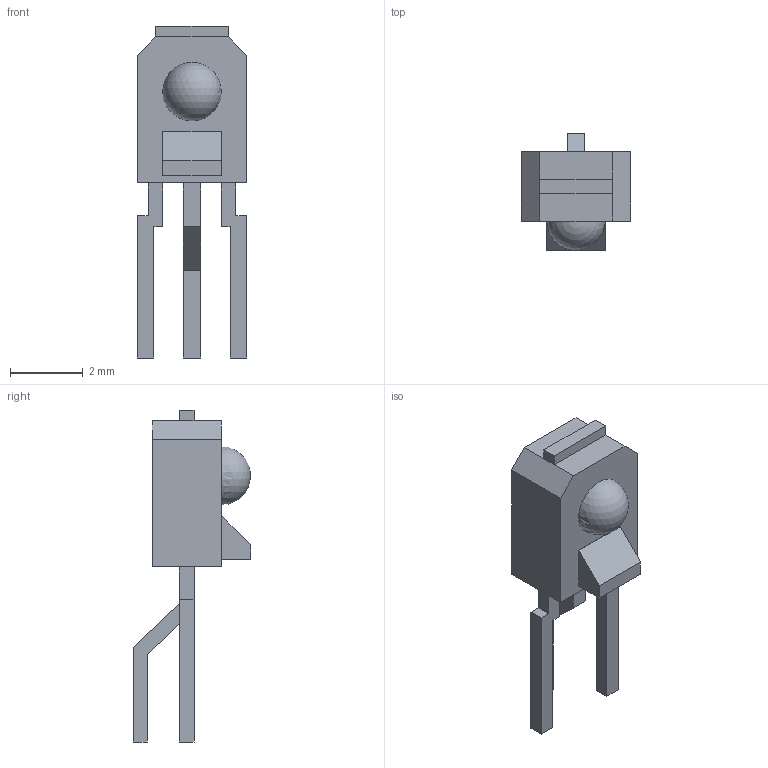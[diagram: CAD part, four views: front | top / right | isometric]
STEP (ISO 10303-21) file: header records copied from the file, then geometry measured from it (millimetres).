
FILE_DESCRIPTION(('FreeCAD Model'),'2;1');
FILE_NAME( 'Sharp_IS485.step', '2018-01-27T18:04:47',('kicad StepUp'),('ksu MCAD'), 'Open CASCADE STEP processor 6.8','FreeCAD','Unknown');
FILE_SCHEMA(('AUTOMOTIVE_DESIGN_CC2 { 1 2 10303 214 -1 1 5 4 }'));
Length unit declared in the file: millimetre
Products named in the file (1): Sharp_IS485
Bounding box: 3 x 3.21 x 9.1 mm (x, y, z)
Volume: 28.4 mm3; surface area: 80.6 mm2
Topology: 1 solids, 1 shells, 48 faces, 123 edges, 80 vertices
Faces by surface type: plane 47, sphere 1
Entity records: 1002 total; most frequent: ORIENTED_EDGE 184, EDGE_CURVE 121, LINE 115, CARTESIAN_POINT 113, VERTEX_POINT 80, FACE_BOUND 53, EDGE_LOOP 52, AXIS2_PLACEMENT_3D 50
